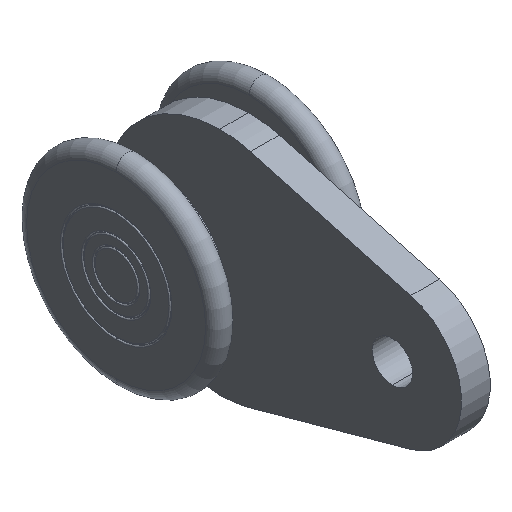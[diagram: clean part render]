
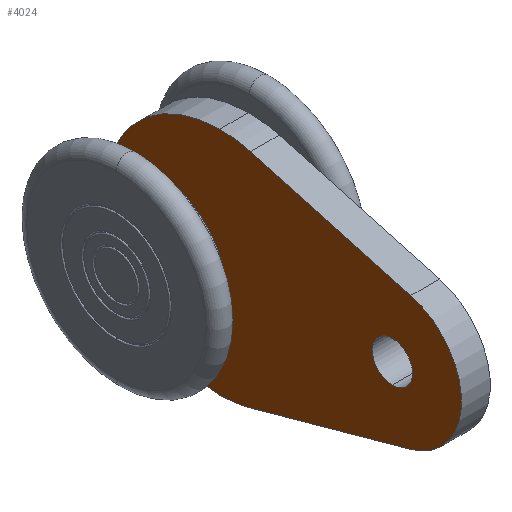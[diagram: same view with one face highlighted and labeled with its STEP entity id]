
A CAD part, isometric view. The second image highlights one B-rep face of the part: STEP entity #4024.
In plain terms, the highlighted planar face has unit normal (-1, 0, 0).
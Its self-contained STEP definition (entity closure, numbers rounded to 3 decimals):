
#7 = ORIENTED_EDGE ( 'NONE', *, *, #12461, .T. ) ;
#38 = CIRCLE ( 'NONE', #16561, 12. ) ;
#204 = VERTEX_POINT ( 'NONE', #1537 ) ;
#381 = AXIS2_PLACEMENT_3D ( 'NONE', #16302, #2012, #15094 ) ;
#408 = ORIENTED_EDGE ( 'NONE', *, *, #13060, .T. ) ;
#488 = EDGE_LOOP ( 'NONE', ( #12496, #15067, #11425, #8683, #11618, #14420 ) ) ;
#624 = CARTESIAN_POINT ( 'NONE',  ( -2.5, -7., 0. ) ) ;
#683 = DIRECTION ( 'NONE',  ( 0., 0., -1. ) ) ;
#1537 = CARTESIAN_POINT ( 'NONE',  ( -2.5, 0., -5.675 ) ) ;
#1562 = EDGE_CURVE ( 'NONE', #5752, #13659, #7488, .T. ) ;
#1768 = AXIS2_PLACEMENT_3D ( 'NONE', #14823, #4375, #3023 ) ;
#2012 = DIRECTION ( 'NONE',  ( 1., 0., 0. ) ) ;
#2157 = EDGE_CURVE ( 'NONE', #13659, #2804, #5437, .T. ) ;
#2299 = CARTESIAN_POINT ( 'NONE',  ( -2.5, -37., 0. ) ) ;
#2478 = CARTESIAN_POINT ( 'NONE',  ( -2.5, -12.333, 19.276 ) ) ;
#2538 = EDGE_CURVE ( 'NONE', #3692, #5752, #11989, .T. ) ;
#2597 = DIRECTION ( 'NONE',  ( 0., 0., -1. ) ) ;
#2739 = FACE_OUTER_BOUND ( 'NONE', #488, .T. ) ;
#2755 = CIRCLE ( 'NONE', #8997, 20. ) ;
#2804 = VERTEX_POINT ( 'NONE', #4503 ) ;
#3002 = EDGE_CURVE ( 'NONE', #2804, #15797, #2755, .T. ) ;
#3023 = DIRECTION ( 'NONE',  ( 0., 0., -1. ) ) ;
#3104 = ORIENTED_EDGE ( 'NONE', *, *, #15189, .T. ) ;
#3198 = AXIS2_PLACEMENT_3D ( 'NONE', #2299, #16815, #2597 ) ;
#3334 = CARTESIAN_POINT ( 'NONE',  ( -2.5, -37., 0. ) ) ;
#3692 = VERTEX_POINT ( 'NONE', #7656 ) ;
#3895 = DIRECTION ( 'NONE',  ( 0., -0.964, -0.267 ) ) ;
#4024 = ADVANCED_FACE ( 'NONE', ( #9903, #2739, #8660 ), #4144, .F. ) ;
#4144 = PLANE ( 'NONE',  #5919 ) ;
#4375 = DIRECTION ( 'NONE',  ( 1., 0., 0. ) ) ;
#4440 = AXIS2_PLACEMENT_3D ( 'NONE', #13650, #13531, #5797 ) ;
#4503 = CARTESIAN_POINT ( 'NONE',  ( -2.5, -7., 20. ) ) ;
#4578 = CARTESIAN_POINT ( 'NONE',  ( -2.5, -7., -20. ) ) ;
#4583 = VERTEX_POINT ( 'NONE', #11966 ) ;
#5194 = CARTESIAN_POINT ( 'NONE',  ( -2.5, -7., 0. ) ) ;
#5437 = CIRCLE ( 'NONE', #4440, 20. ) ;
#5669 = CARTESIAN_POINT ( 'NONE',  ( -2.5, 0., 0. ) ) ;
#5676 = EDGE_CURVE ( 'NONE', #14139, #4583, #13736, .T. ) ;
#5684 = EDGE_LOOP ( 'NONE', ( #14586, #408 ) ) ;
#5752 = VERTEX_POINT ( 'NONE', #10120 ) ;
#5797 = DIRECTION ( 'NONE',  ( 0., 0., -1. ) ) ;
#5919 = AXIS2_PLACEMENT_3D ( 'NONE', #9370, #6776, #15913 ) ;
#5946 = DIRECTION ( 'NONE',  ( 0., 0., -1. ) ) ;
#6065 = DIRECTION ( 'NONE',  ( 0., 0., -1. ) ) ;
#6776 = DIRECTION ( 'NONE',  ( 1., 0., 0. ) ) ;
#7488 = CIRCLE ( 'NONE', #10287, 20. ) ;
#7656 = CARTESIAN_POINT ( 'NONE',  ( -2.5, -40.2, -11.565 ) ) ;
#8088 = VECTOR ( 'NONE', #16707, 1000. ) ;
#8312 = DIRECTION ( 'NONE',  ( 1., 0., 0. ) ) ;
#8660 = FACE_BOUND ( 'NONE', #15195, .T. ) ;
#8683 = ORIENTED_EDGE ( 'NONE', *, *, #2157, .F. ) ;
#8967 = LINE ( 'NONE', #2478, #9789 ) ;
#8997 = AXIS2_PLACEMENT_3D ( 'NONE', #5194, #15451, #13916 ) ;
#9370 = CARTESIAN_POINT ( 'NONE',  ( -2.5, -37., 0. ) ) ;
#9783 = CARTESIAN_POINT ( 'NONE',  ( -2.5, -37., 3.5 ) ) ;
#9786 = DIRECTION ( 'NONE',  ( 1., 0., 0. ) ) ;
#9789 = VECTOR ( 'NONE', #3895, 1000. ) ;
#9903 = FACE_BOUND ( 'NONE', #5684, .T. ) ;
#10006 = AXIS2_PLACEMENT_3D ( 'NONE', #5669, #8312, #5946 ) ;
#10074 = CIRCLE ( 'NONE', #10006, 5.675 ) ;
#10120 = CARTESIAN_POINT ( 'NONE',  ( -2.5, -12.333, -19.276 ) ) ;
#10287 = AXIS2_PLACEMENT_3D ( 'NONE', #624, #9786, #683 ) ;
#10429 = CIRCLE ( 'NONE', #381, 5.675 ) ;
#10856 = CARTESIAN_POINT ( 'NONE',  ( -2.5, -12.333, 19.276 ) ) ;
#11312 = CARTESIAN_POINT ( 'NONE',  ( -2.5, 0., 5.675 ) ) ;
#11425 = ORIENTED_EDGE ( 'NONE', *, *, #3002, .F. ) ;
#11618 = ORIENTED_EDGE ( 'NONE', *, *, #1562, .F. ) ;
#11966 = CARTESIAN_POINT ( 'NONE',  ( -2.5, -37., -3.5 ) ) ;
#11989 = LINE ( 'NONE', #12725, #8088 ) ;
#12312 = CIRCLE ( 'NONE', #3198, 3.5 ) ;
#12461 = EDGE_CURVE ( 'NONE', #16812, #204, #10074, .T. ) ;
#12490 = DIRECTION ( 'NONE',  ( 1., 0., 0. ) ) ;
#12496 = ORIENTED_EDGE ( 'NONE', *, *, #13704, .F. ) ;
#12725 = CARTESIAN_POINT ( 'NONE',  ( -2.5, -12.333, -19.276 ) ) ;
#12809 = VERTEX_POINT ( 'NONE', #16145 ) ;
#13060 = EDGE_CURVE ( 'NONE', #4583, #14139, #12312, .T. ) ;
#13531 = DIRECTION ( 'NONE',  ( 1., 0., 0. ) ) ;
#13650 = CARTESIAN_POINT ( 'NONE',  ( -2.5, -7., 0. ) ) ;
#13659 = VERTEX_POINT ( 'NONE', #4578 ) ;
#13704 = EDGE_CURVE ( 'NONE', #12809, #3692, #38, .T. ) ;
#13736 = CIRCLE ( 'NONE', #1768, 3.5 ) ;
#13916 = DIRECTION ( 'NONE',  ( 0., 0., -1. ) ) ;
#14139 = VERTEX_POINT ( 'NONE', #9783 ) ;
#14420 = ORIENTED_EDGE ( 'NONE', *, *, #2538, .F. ) ;
#14586 = ORIENTED_EDGE ( 'NONE', *, *, #5676, .T. ) ;
#14823 = CARTESIAN_POINT ( 'NONE',  ( -2.5, -37., 0. ) ) ;
#15067 = ORIENTED_EDGE ( 'NONE', *, *, #15271, .F. ) ;
#15094 = DIRECTION ( 'NONE',  ( 0., 0., -1. ) ) ;
#15189 = EDGE_CURVE ( 'NONE', #204, #16812, #10429, .T. ) ;
#15195 = EDGE_LOOP ( 'NONE', ( #7, #3104 ) ) ;
#15271 = EDGE_CURVE ( 'NONE', #15797, #12809, #8967, .T. ) ;
#15451 = DIRECTION ( 'NONE',  ( 1., 0., 0. ) ) ;
#15797 = VERTEX_POINT ( 'NONE', #10856 ) ;
#15913 = DIRECTION ( 'NONE',  ( 0., 0., -1. ) ) ;
#16145 = CARTESIAN_POINT ( 'NONE',  ( -2.5, -40.2, 11.565 ) ) ;
#16302 = CARTESIAN_POINT ( 'NONE',  ( -2.5, 0., 0. ) ) ;
#16561 = AXIS2_PLACEMENT_3D ( 'NONE', #3334, #12490, #6065 ) ;
#16707 = DIRECTION ( 'NONE',  ( 0., 0.964, -0.267 ) ) ;
#16812 = VERTEX_POINT ( 'NONE', #11312 ) ;
#16815 = DIRECTION ( 'NONE',  ( 1., 0., 0. ) ) ;
